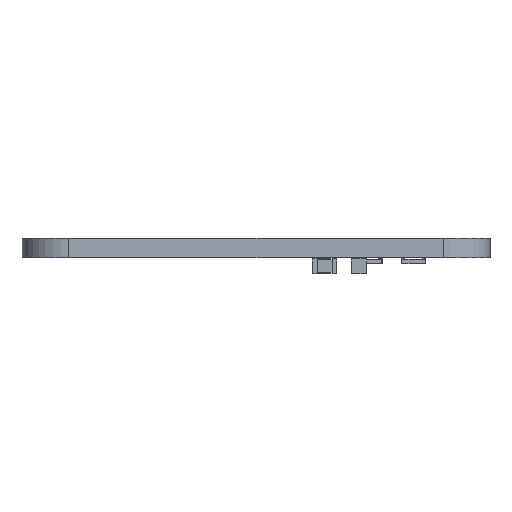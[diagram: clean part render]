
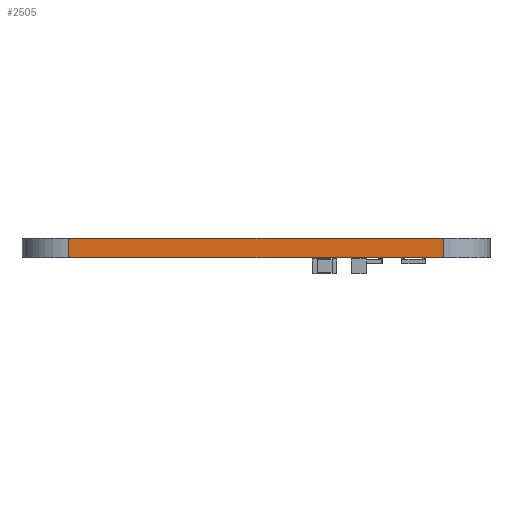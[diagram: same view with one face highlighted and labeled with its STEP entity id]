
A CAD part, front view. The second image highlights one B-rep face of the part: STEP entity #2505.
In plain terms, the highlighted planar face has unit normal (0, -1, 0).
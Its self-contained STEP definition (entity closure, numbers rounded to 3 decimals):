
#1926 = VERTEX_POINT('',#1927);
#1927 = CARTESIAN_POINT('',(65.608,-149.976,0.));
#1934 = EDGE_CURVE('',#1935,#1926,#1937,.T.);
#1935 = VERTEX_POINT('',#1936);
#1936 = CARTESIAN_POINT('',(96.088,-149.976,0.));
#1937 = LINE('',#1938,#1939);
#1938 = CARTESIAN_POINT('',(96.088,-149.976,0.));
#1939 = VECTOR('',#1940,1.);
#1940 = DIRECTION('',(-1.,0.,0.));
#2202 = VERTEX_POINT('',#2203);
#2203 = CARTESIAN_POINT('',(65.608,-149.976,1.6));
#2210 = EDGE_CURVE('',#2211,#2202,#2213,.T.);
#2211 = VERTEX_POINT('',#2212);
#2212 = CARTESIAN_POINT('',(96.088,-149.976,1.6));
#2213 = LINE('',#2214,#2215);
#2214 = CARTESIAN_POINT('',(96.088,-149.976,1.6));
#2215 = VECTOR('',#2216,1.);
#2216 = DIRECTION('',(-1.,0.,0.));
#2477 = EDGE_CURVE('',#1935,#2211,#2478,.T.);
#2478 = LINE('',#2479,#2480);
#2479 = CARTESIAN_POINT('',(96.088,-149.976,0.));
#2480 = VECTOR('',#2481,1.);
#2481 = DIRECTION('',(0.,0.,1.));
#2505 = ADVANCED_FACE('',(#2506),#2517,.T.);
#2506 = FACE_BOUND('',#2507,.T.);
#2507 = EDGE_LOOP('',(#2508,#2509,#2510,#2516));
#2508 = ORIENTED_EDGE('',*,*,#2477,.T.);
#2509 = ORIENTED_EDGE('',*,*,#2210,.T.);
#2510 = ORIENTED_EDGE('',*,*,#2511,.F.);
#2511 = EDGE_CURVE('',#1926,#2202,#2512,.T.);
#2512 = LINE('',#2513,#2514);
#2513 = CARTESIAN_POINT('',(65.608,-149.976,0.));
#2514 = VECTOR('',#2515,1.);
#2515 = DIRECTION('',(0.,0.,1.));
#2516 = ORIENTED_EDGE('',*,*,#1934,.F.);
#2517 = PLANE('',#2518);
#2518 = AXIS2_PLACEMENT_3D('',#2519,#2520,#2521);
#2519 = CARTESIAN_POINT('',(96.088,-149.976,0.));
#2520 = DIRECTION('',(0.,-1.,0.));
#2521 = DIRECTION('',(-1.,0.,0.));
